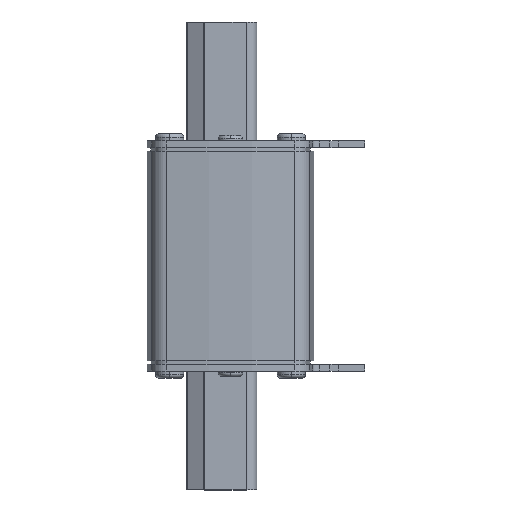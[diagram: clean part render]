
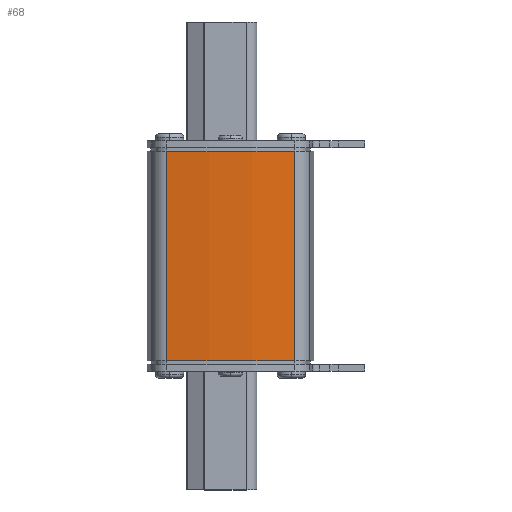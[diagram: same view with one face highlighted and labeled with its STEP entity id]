
A CAD part, top view. The second image highlights one B-rep face of the part: STEP entity #68.
In plain terms, the highlighted free-form (B-spline) face has degree [3, 1] with [5, 2] control points.
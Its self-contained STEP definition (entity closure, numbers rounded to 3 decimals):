
#66 = CARTESIAN_POINT ( 'NONE',  ( -18.409, -30., 22.6 ) ) ;
#68 = ADVANCED_FACE ( 'NONE', ( #4571 ), #6404, .T. ) ;
#211 = CARTESIAN_POINT ( 'NONE',  ( 12.272, -30., 23.533 ) ) ;
#1064 = CARTESIAN_POINT ( 'NONE',  ( 0., 30., 24.467 ) ) ;
#1210 = CARTESIAN_POINT ( 'NONE',  ( 18.409, 30., 22.6 ) ) ;
#1217 = CARTESIAN_POINT ( 'NONE',  ( 18.409, -30., 22.6 ) ) ;
#1447 = CARTESIAN_POINT ( 'NONE',  ( 12.272, -30., 23.533 ) ) ;
#1581 = CARTESIAN_POINT ( 'NONE',  ( 0., 30., 24.467 ) ) ;
#1614 = CARTESIAN_POINT ( 'NONE',  ( 0., -30., 24.467 ) ) ;
#1855 = CARTESIAN_POINT ( 'NONE',  ( 18.409, 30., 22.6 ) ) ;
#1920 = VERTEX_POINT ( 'NONE', #8757 ) ;
#2041 = ORIENTED_EDGE ( 'NONE', *, *, #9008, .F. ) ;
#2207 = EDGE_CURVE ( 'NONE', #3338, #1920, #8847, .T. ) ;
#2353 = CARTESIAN_POINT ( 'NONE',  ( -12.272, 30., 23.533 ) ) ;
#2734 = VERTEX_POINT ( 'NONE', #6007 ) ;
#2978 = EDGE_CURVE ( 'NONE', #3338, #2734, #6474, .T. ) ;
#3245 = CARTESIAN_POINT ( 'NONE',  ( -18.409, -30., 22.6 ) ) ;
#3276 = CARTESIAN_POINT ( 'NONE',  ( -12.272, -30., 23.533 ) ) ;
#3338 = VERTEX_POINT ( 'NONE', #4175 ) ;
#3483 = DIRECTION ( 'NONE',  ( 0., 1., 0. ) ) ;
#3800 = ORIENTED_EDGE ( 'NONE', *, *, #5930, .T. ) ;
#3905 = CARTESIAN_POINT ( 'NONE',  ( -12.272, -30., 23.533 ) ) ;
#4170 = CARTESIAN_POINT ( 'NONE',  ( -18.409, -30., 22.6 ) ) ;
#4175 = CARTESIAN_POINT ( 'NONE',  ( -18.409, -30., 22.6 ) ) ;
#4266 = CARTESIAN_POINT ( 'NONE',  ( 18.409, -30., 22.6 ) ) ;
#4571 = FACE_OUTER_BOUND ( 'NONE', #8097, .T. ) ;
#4771 = VECTOR ( 'NONE', #7232, 1000. ) ;
#4805 = CARTESIAN_POINT ( 'NONE',  ( 0., -30., 24.467 ) ) ;
#4875 = CARTESIAN_POINT ( 'NONE',  ( -18.409, 30., 22.6 ) ) ;
#5245 = VERTEX_POINT ( 'NONE', #1210 ) ;
#5579 = CARTESIAN_POINT ( 'NONE',  ( 18.409, -30., 22.6 ) ) ;
#5645 = CARTESIAN_POINT ( 'NONE',  ( -12.272, 30., 23.533 ) ) ;
#5930 = EDGE_CURVE ( 'NONE', #2734, #5245, #7513, .T. ) ;
#6007 = CARTESIAN_POINT ( 'NONE',  ( 18.409, -30., 22.6 ) ) ;
#6333 = ORIENTED_EDGE ( 'NONE', *, *, #2207, .F. ) ;
#6404 = B_SPLINE_SURFACE_WITH_KNOTS ( 'NONE', 3, 1, ( 
 ( #66, #6938 ),
 ( #3905, #2353 ),
 ( #1614, #1581 ),
 ( #1447, #6595 ),
 ( #1217, #9613 ) ),
 .UNSPECIFIED., .F., .F., .F.,
 ( 4, 1, 4 ),
 ( 2, 2 ),
 ( 0.082, 0.5, 0.918 ),
 ( 0., 1. ),
 .UNSPECIFIED. ) ;
#6419 = CARTESIAN_POINT ( 'NONE',  ( 12.272, 30., 23.533 ) ) ;
#6474 = B_SPLINE_CURVE_WITH_KNOTS ( 'NONE', 3,
 ( #3245, #3276, #4805, #211, #5579 ),
 .UNSPECIFIED., .F., .F.,
 ( 4, 1, 4 ),
 ( 0.082, 0.5, 0.918 ),
 .UNSPECIFIED. ) ;
#6595 = CARTESIAN_POINT ( 'NONE',  ( 12.272, 30., 23.533 ) ) ;
#6938 = CARTESIAN_POINT ( 'NONE',  ( -18.409, 30., 22.6 ) ) ;
#7232 = DIRECTION ( 'NONE',  ( 0., 1., 0. ) ) ;
#7513 = LINE ( 'NONE', #4266, #9512 ) ;
#8097 = EDGE_LOOP ( 'NONE', ( #3800, #2041, #6333, #8352 ) ) ;
#8135 = B_SPLINE_CURVE_WITH_KNOTS ( 'NONE', 3,
 ( #4875, #5645, #1064, #6419, #1855 ),
 .UNSPECIFIED., .F., .F.,
 ( 4, 1, 4 ),
 ( 0.082, 0.5, 0.918 ),
 .UNSPECIFIED. ) ;
#8352 = ORIENTED_EDGE ( 'NONE', *, *, #2978, .T. ) ;
#8757 = CARTESIAN_POINT ( 'NONE',  ( -18.409, 30., 22.6 ) ) ;
#8847 = LINE ( 'NONE', #4170, #4771 ) ;
#9008 = EDGE_CURVE ( 'NONE', #1920, #5245, #8135, .T. ) ;
#9512 = VECTOR ( 'NONE', #3483, 1000. ) ;
#9613 = CARTESIAN_POINT ( 'NONE',  ( 18.409, 30., 22.6 ) ) ;
